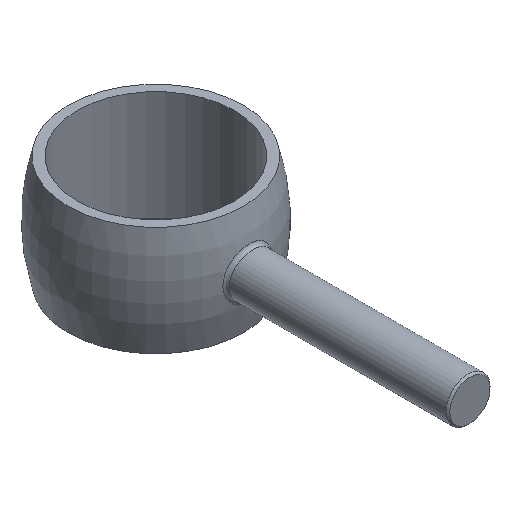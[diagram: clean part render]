
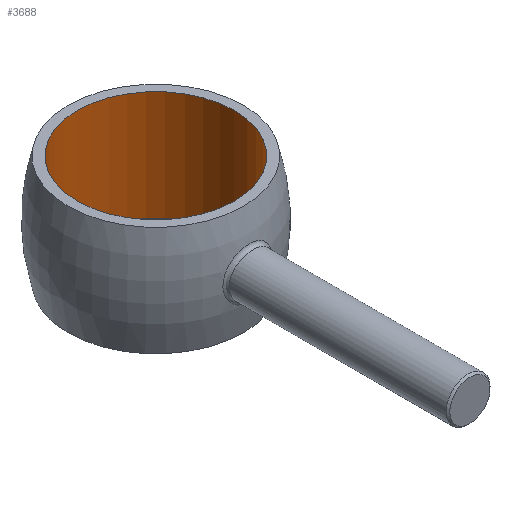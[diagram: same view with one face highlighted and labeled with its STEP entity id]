
A CAD part, isometric view. The second image highlights one B-rep face of the part: STEP entity #3688.
In plain terms, the highlighted cylindrical face has radius 21.5 mm (diameter 43 mm), a full revolution.
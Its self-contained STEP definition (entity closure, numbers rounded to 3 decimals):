
#24 = CARTESIAN_POINT ( 'NONE',  ( 0., 0., -15. ) ) ;
#143 = CARTESIAN_POINT ( 'NONE',  ( 14.718, -15.673, -1.993 ) ) ;
#187 = CARTESIAN_POINT ( 'NONE',  ( 13.645, -16.615, 0.273 ) ) ;
#398 = EDGE_LOOP ( 'NONE', ( #12127 ) ) ;
#435 = CARTESIAN_POINT ( 'NONE',  ( 15.673, -14.718, 1.993 ) ) ;
#475 = CARTESIAN_POINT ( 'NONE',  ( 16.08, -14.272, 1.671 ) ) ;
#982 = CARTESIAN_POINT ( 'NONE',  ( 16.546, -13.728, -0.677 ) ) ;
#1151 = CARTESIAN_POINT ( 'NONE',  ( 14.715, -15.676, 1.992 ) ) ;
#1201 = CARTESIAN_POINT ( 'NONE',  ( 15.582, -14.815, 2.033 ) ) ;
#1241 = CARTESIAN_POINT ( 'NONE',  ( 14.191, -16.152, -1.584 ) ) ;
#1332 = AXIS2_PLACEMENT_3D ( 'NONE', #24, #6113, #3070 ) ;
#1426 = CIRCLE ( 'NONE', #1332, 21.5 ) ;
#1447 = CARTESIAN_POINT ( 'NONE',  ( 16.445, -13.851, 1.059 ) ) ;
#1560 = VERTEX_POINT ( 'NONE', #2501 ) ;
#2163 = CARTESIAN_POINT ( 'NONE',  ( 13.688, -16.58, 0.55 ) ) ;
#2417 = CARTESIAN_POINT ( 'NONE',  ( 14.812, -15.584, 2.032 ) ) ;
#2501 = CARTESIAN_POINT ( 'NONE',  ( -21.5, 0., 15. ) ) ;
#2965 = CARTESIAN_POINT ( 'NONE',  ( 16.479, -13.81, -0.931 ) ) ;
#3070 = DIRECTION ( 'NONE',  ( -1., 0., 0. ) ) ;
#3134 = CARTESIAN_POINT ( 'NONE',  ( 13.645, -16.615, -0.138 ) ) ;
#3225 = CARTESIAN_POINT ( 'NONE',  ( 13.656, -16.606, -0.277 ) ) ;
#3434 = CARTESIAN_POINT ( 'NONE',  ( 16.58, -13.689, 0.553 ) ) ;
#3477 = CARTESIAN_POINT ( 'NONE',  ( 14.813, -15.583, -2.033 ) ) ;
#3572 = CARTESIAN_POINT ( 'NONE',  ( 16.615, -13.645, 0. ) ) ;
#3688 = ADVANCED_FACE ( 'NONE', ( #5552, #10030, #10977 ), #9374, .F. ) ;
#4114 = DIRECTION ( 'NONE',  ( -1., 0., 0. ) ) ;
#4146 = CARTESIAN_POINT ( 'NONE',  ( 13.849, -16.446, 1.055 ) ) ;
#4157 = CARTESIAN_POINT ( 'NONE',  ( 0., 0., 15. ) ) ;
#4193 = CARTESIAN_POINT ( 'NONE',  ( 14.44, -15.93, 1.822 ) ) ;
#4327 = EDGE_LOOP ( 'NONE', ( #8026 ) ) ;
#4328 = DIRECTION ( 'NONE',  ( 0., 0., -1. ) ) ;
#4450 = CARTESIAN_POINT ( 'NONE',  ( 13.969, -16.345, 1.29 ) ) ;
#4496 = CARTESIAN_POINT ( 'NONE',  ( 15.103, -15.302, 2.1 ) ) ;
#5002 = CARTESIAN_POINT ( 'NONE',  ( 16.28, -14.043, -1.388 ) ) ;
#5442 = B_SPLINE_CURVE_WITH_KNOTS ( 'NONE', 3,
 ( #7170, #6988, #8018, #9044, #982, #2965, #10077, #11090, #5002, #12113, #13131, #8059, #9299, #8543, #11357, #3477, #143, #11605, #9211, #7259, #1241, #7300, #10329, #7513, #8235, #8589, #7218, #3225, #3134, #187, #2163, #4146, #4450, #9255, #8327, #4193, #12286, #1151, #2417, #8280, #4496, #10589, #5509, #1201, #435, #12635, #6518, #475, #12368, #7558, #1447, #3434, #10247, #11559 ),
 .UNSPECIFIED., .T., .F.,
 ( 4, 2, 2, 2, 2, 2, 2, 2, 2, 2, 2, 2, 2, 2, 2, 2, 2, 2, 2, 2, 2, 2, 2, 2, 2, 2, 4 ),
 ( 0., 0., 0.001, 0.001, 0.002, 0.002, 0.003, 0.004, 0.004, 0.005, 0.005, 0.005, 0.006, 0.006, 0.007, 0.007, 0.008, 0.009, 0.009, 0.009, 0.01, 0.01, 0.011, 0.011, 0.011, 0.012, 0.013 ),
 .UNSPECIFIED. ) ;
#5509 = CARTESIAN_POINT ( 'NONE',  ( 15.395, -15.008, 2.087 ) ) ;
#5552 = FACE_BOUND ( 'NONE', #13069, .T. ) ;
#6016 = CIRCLE ( 'NONE', #13150, 21.5 ) ;
#6113 = DIRECTION ( 'NONE',  ( 0., 0., -1. ) ) ;
#6518 = CARTESIAN_POINT ( 'NONE',  ( 15.928, -14.442, 1.824 ) ) ;
#6988 = CARTESIAN_POINT ( 'NONE',  ( 16.615, -13.645, -0.139 ) ) ;
#7170 = CARTESIAN_POINT ( 'NONE',  ( 16.615, -13.645, 0. ) ) ;
#7218 = CARTESIAN_POINT ( 'NONE',  ( 13.698, -16.572, -0.546 ) ) ;
#7259 = CARTESIAN_POINT ( 'NONE',  ( 14.271, -16.081, -1.67 ) ) ;
#7300 = CARTESIAN_POINT ( 'NONE',  ( 14.043, -16.281, -1.388 ) ) ;
#7427 = DIRECTION ( 'NONE',  ( -1., 0., 0. ) ) ;
#7513 = CARTESIAN_POINT ( 'NONE',  ( 13.86, -16.436, -1.054 ) ) ;
#7558 = CARTESIAN_POINT ( 'NONE',  ( 16.343, -13.971, 1.293 ) ) ;
#8018 = CARTESIAN_POINT ( 'NONE',  ( 16.606, -13.656, -0.275 ) ) ;
#8026 = ORIENTED_EDGE ( 'NONE', *, *, #8610, .F. ) ;
#8059 = CARTESIAN_POINT ( 'NONE',  ( 15.589, -14.809, -2.045 ) ) ;
#8235 = CARTESIAN_POINT ( 'NONE',  ( 13.81, -16.479, -0.932 ) ) ;
#8280 = CARTESIAN_POINT ( 'NONE',  ( 15.006, -15.398, 2.086 ) ) ;
#8327 = CARTESIAN_POINT ( 'NONE',  ( 14.27, -16.082, 1.669 ) ) ;
#8543 = CARTESIAN_POINT ( 'NONE',  ( 15.107, -15.299, -2.1 ) ) ;
#8589 = CARTESIAN_POINT ( 'NONE',  ( 13.728, -16.546, -0.677 ) ) ;
#8610 = EDGE_CURVE ( 'NONE', #1560, #1560, #6016, .T. ) ;
#8966 = ORIENTED_EDGE ( 'NONE', *, *, #12517, .F. ) ;
#9044 = CARTESIAN_POINT ( 'NONE',  ( 16.572, -13.697, -0.544 ) ) ;
#9211 = CARTESIAN_POINT ( 'NONE',  ( 14.44, -15.929, -1.822 ) ) ;
#9220 = DIRECTION ( 'NONE',  ( 0., 0., -1. ) ) ;
#9255 = CARTESIAN_POINT ( 'NONE',  ( 14.189, -16.154, 1.58 ) ) ;
#9299 = CARTESIAN_POINT ( 'NONE',  ( 15.397, -15.008, -2.1 ) ) ;
#9374 = CYLINDRICAL_SURFACE ( 'NONE', #11191, 21.5 ) ;
#9475 = VERTEX_POINT ( 'NONE', #12725 ) ;
#9612 = EDGE_CURVE ( 'NONE', #9475, #9475, #1426, .T. ) ;
#9984 = VERTEX_POINT ( 'NONE', #3572 ) ;
#10030 = FACE_OUTER_BOUND ( 'NONE', #398, .T. ) ;
#10077 = CARTESIAN_POINT ( 'NONE',  ( 16.437, -13.859, -1.052 ) ) ;
#10247 = CARTESIAN_POINT ( 'NONE',  ( 16.615, -13.645, 0.278 ) ) ;
#10329 = CARTESIAN_POINT ( 'NONE',  ( 13.977, -16.337, -1.282 ) ) ;
#10421 = CARTESIAN_POINT ( 'NONE',  ( 0., 0., 0. ) ) ;
#10589 = CARTESIAN_POINT ( 'NONE',  ( 15.299, -15.106, 2.1 ) ) ;
#10977 = FACE_OUTER_BOUND ( 'NONE', #4327, .T. ) ;
#11090 = CARTESIAN_POINT ( 'NONE',  ( 16.338, -13.976, -1.28 ) ) ;
#11191 = AXIS2_PLACEMENT_3D ( 'NONE', #10421, #4328, #7427 ) ;
#11357 = CARTESIAN_POINT ( 'NONE',  ( 15.007, -15.396, -2.086 ) ) ;
#11559 = CARTESIAN_POINT ( 'NONE',  ( 16.615, -13.645, 0. ) ) ;
#11605 = CARTESIAN_POINT ( 'NONE',  ( 14.531, -15.846, -1.888 ) ) ;
#12113 = CARTESIAN_POINT ( 'NONE',  ( 16.089, -14.263, -1.679 ) ) ;
#12127 = ORIENTED_EDGE ( 'NONE', *, *, #9612, .T. ) ;
#12286 = CARTESIAN_POINT ( 'NONE',  ( 14.529, -15.849, 1.886 ) ) ;
#12368 = CARTESIAN_POINT ( 'NONE',  ( 16.152, -14.191, 1.583 ) ) ;
#12517 = EDGE_CURVE ( 'NONE', #9984, #9984, #5442, .T. ) ;
#12635 = CARTESIAN_POINT ( 'NONE',  ( 15.846, -14.531, 1.888 ) ) ;
#12725 = CARTESIAN_POINT ( 'NONE',  ( -21.5, 0., -15. ) ) ;
#13069 = EDGE_LOOP ( 'NONE', ( #8966 ) ) ;
#13131 = CARTESIAN_POINT ( 'NONE',  ( 15.933, -14.438, -1.835 ) ) ;
#13150 = AXIS2_PLACEMENT_3D ( 'NONE', #4157, #9220, #4114 ) ;
